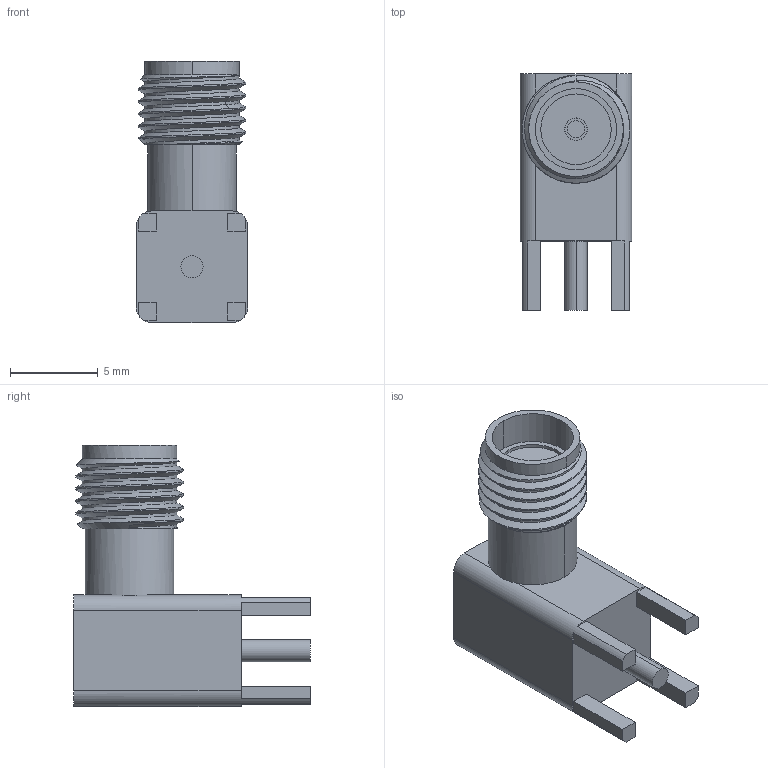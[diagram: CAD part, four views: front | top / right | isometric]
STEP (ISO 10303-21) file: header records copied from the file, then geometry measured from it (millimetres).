
FILE_DESCRIPTION(('FreeCAD Model'),'2;1');
FILE_NAME('SMA.step','2019-08-24T18:18:42',('Almisuifre'),(''), 'Open CASCADE STEP processor 6.8','FreeCAD','Unknown');
FILE_SCHEMA(('AUTOMOTIVE_DESIGN_CC2 { 1 2 10303 214 -1 1 5 4 }'));
Length unit declared in the file: millimetre
Products named in the file (2): ASSEMBLY; 89f2962_221790-1
Assembly tree (1 placements, depth 2):
  ASSEMBLY
    89f2962_221790-1
Bounding box: 6.35 x 13.46 x 14.86 mm (x, y, z)
Volume: 557.2 mm3; surface area: 617.8 mm2
Topology: 1 solids, 1 shells, 78 faces, 201 edges, 132 vertices
Faces by surface type: plane 36, cylinder 30, cone 6, bspline 6
Entity records: 18653 total; most frequent: CARTESIAN_POINT 15036, DIRECTION 527, ORIENTED_EDGE 402, PCURVE 402, DEFINITIONAL_REPRESENTATION 402, B_SPLINE_CURVE_WITH_KNOTS 267, LINE 228, VECTOR 228
